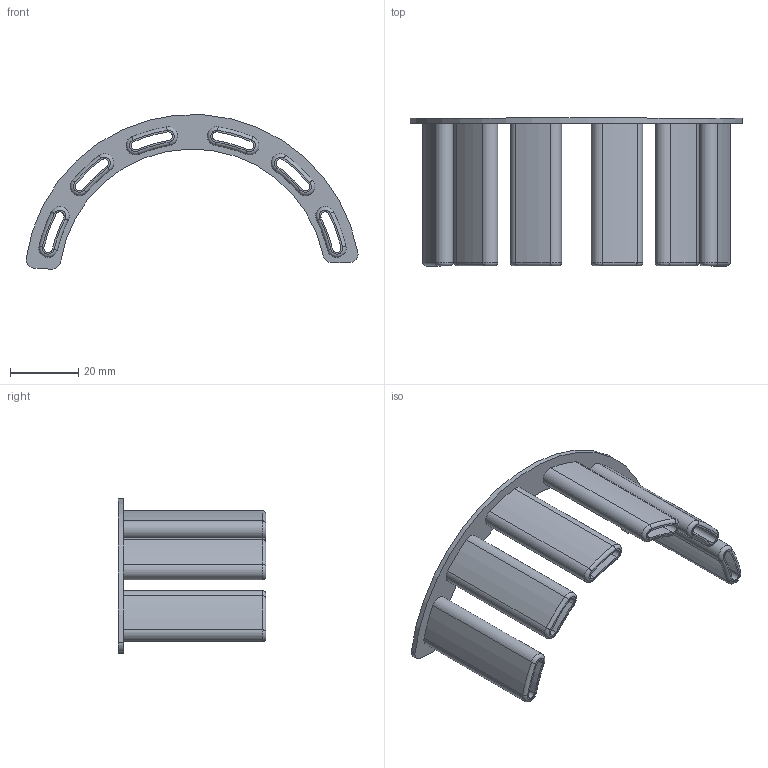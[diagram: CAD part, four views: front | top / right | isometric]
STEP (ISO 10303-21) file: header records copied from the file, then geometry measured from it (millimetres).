
FILE_DESCRIPTION(/* description */ (''),/* implementation_level */ '2;1');
FILE_NAME(/* name */ 'ePic-L0_ExtensionAirCooling-hSide.v3-PEEK.stp',/* time_stamp */ '2025-05-13T14:21:16+02:00',/* author */ (''),/* organization */ (''),/* preprocessor_version */ 'ST-DEVELOPER v19.4',/* originating_system */ 'SIEMENS PLM Software NX2306.5001',/* authorisation */ '');
FILE_SCHEMA (('AP203_CONFIGURATION_CONTROLLED_3D_DESIGN_OF_MECHANICAL_PARTS_AND_ASSEMBLIES_MIM_LF { 1 0 10303 403 2 1 2}'));
Length unit declared in the file: millimetre
Products named in the file (1): ePic-L0_ExtensionAirCooling-hSide.v3_objects
Bounding box: 97.37 x 43.35 x 45.3 mm (x, y, z)
Volume: 13713.7 mm3; surface area: 19059.9 mm2
Topology: 1 solids, 1 shells, 112 faces, 264 edges, 160 vertices
Faces by surface type: cylinder 54, cone 24, torus 24, plane 10
Entity records: 3374 total; most frequent: DIRECTION 670, CARTESIAN_POINT 537, ORIENTED_EDGE 528, AXIS2_PLACEMENT_3D 293, EDGE_CURVE 264, CIRCLE 180, VERTEX_POINT 160, EDGE_LOOP 130
